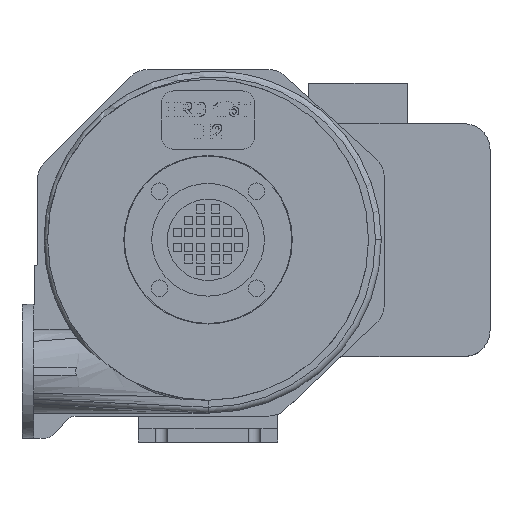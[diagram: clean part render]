
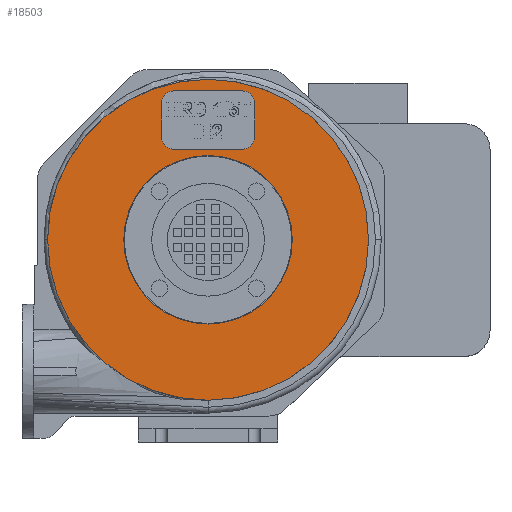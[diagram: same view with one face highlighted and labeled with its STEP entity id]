
A CAD part, top view. The second image highlights one B-rep face of the part: STEP entity #18503.
In plain terms, the highlighted planar face has unit normal (0, 0, 1).
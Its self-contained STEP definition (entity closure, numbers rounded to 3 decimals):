
#4076=CARTESIAN_POINT('',(30.,78.,48.5));
#4077=VERTEX_POINT('',#4076);
#4084=CARTESIAN_POINT('',(40.,88.,48.5));
#4085=VERTEX_POINT('',#4084);
#4086=CARTESIAN_POINT('',(30.,88.,48.5));
#4087=DIRECTION('',(0.,0.,-1.));
#4088=DIRECTION('',(0.707,-0.707,0.));
#4089=AXIS2_PLACEMENT_3D('',#4086,#4087,#4088);
#4090=CIRCLE('',#4089,10.0);
#4091=EDGE_CURVE('',#4085,#4077,#4090,.T.);
#4109=CARTESIAN_POINT('',(-30.,78.,48.5));
#4110=VERTEX_POINT('',#4109);
#4117=CARTESIAN_POINT('',(30.,78.,48.5));
#4118=DIRECTION('',(-1.0,0.0,0.0));
#4119=VECTOR('',#4118,60.0);
#4120=LINE('',#4117,#4119);
#4121=EDGE_CURVE('',#4077,#4110,#4120,.T.);
#4131=CARTESIAN_POINT('',(-40.,88.,48.5));
#4132=VERTEX_POINT('',#4131);
#4133=CARTESIAN_POINT('',(-30.,88.,48.5));
#4134=DIRECTION('',(0.,0.,-1.0));
#4135=DIRECTION('',(-0.707,-0.707,0.));
#4136=AXIS2_PLACEMENT_3D('',#4133,#4134,#4135);
#4137=CIRCLE('',#4136,10.0);
#4138=EDGE_CURVE('',#4110,#4132,#4137,.T.);
#4156=CARTESIAN_POINT('',(30.,128.,48.5));
#4157=VERTEX_POINT('',#4156);
#4158=CARTESIAN_POINT('',(40.,118.,48.5));
#4159=VERTEX_POINT('',#4158);
#4160=CARTESIAN_POINT('',(30.,118.,48.5));
#4161=DIRECTION('',(0.,0.,-1.));
#4162=DIRECTION('',(0.707,0.707,0.));
#4163=AXIS2_PLACEMENT_3D('',#4160,#4161,#4162);
#4164=CIRCLE('',#4163,10.);
#4165=EDGE_CURVE('',#4157,#4159,#4164,.T.);
#4189=CARTESIAN_POINT('',(-30.,128.,48.5));
#4190=VERTEX_POINT('',#4189);
#4191=CARTESIAN_POINT('',(-30.,128.,48.5));
#4192=DIRECTION('',(1.0,0.0,0.0));
#4193=VECTOR('',#4192,60.0);
#4194=LINE('',#4191,#4193);
#4195=EDGE_CURVE('',#4190,#4157,#4194,.T.);
#4212=CARTESIAN_POINT('',(-40.,118.,48.5));
#4213=VERTEX_POINT('',#4212);
#4214=CARTESIAN_POINT('',(-30.,118.,48.5));
#4215=DIRECTION('',(0.,0.,-1.));
#4216=DIRECTION('',(-0.707,0.707,0.));
#4217=AXIS2_PLACEMENT_3D('',#4214,#4215,#4216);
#4218=CIRCLE('',#4217,10.);
#4219=EDGE_CURVE('',#4213,#4190,#4218,.T.);
#4240=CARTESIAN_POINT('',(-40.,88.,48.5));
#4241=DIRECTION('',(0.0,1.0,0.0));
#4242=VECTOR('',#4241,30.0);
#4243=LINE('',#4240,#4242);
#4244=EDGE_CURVE('',#4132,#4213,#4243,.T.);
#4255=CARTESIAN_POINT('',(40.,118.,48.5));
#4256=DIRECTION('',(0.0,-1.0,0.0));
#4257=VECTOR('',#4256,30.);
#4258=LINE('',#4255,#4257);
#4259=EDGE_CURVE('',#4159,#4085,#4258,.T.);
#18466=CARTESIAN_POINT('',(0.0,0.0,48.5));
#18467=DIRECTION('',(0.0,0.0,-1.0));
#18468=DIRECTION('',(-1.0,0.0,0.0));
#18469=AXIS2_PLACEMENT_3D('',#18466,#18467,#18468);
#18470=PLANE('',#18469);
#18471=CARTESIAN_POINT('',(138.0,0.,48.5));
#18472=VERTEX_POINT('',#18471);
#18473=CARTESIAN_POINT('',(0.0,0.0,48.5));
#18474=DIRECTION('',(0.0,0.0,-1.0));
#18475=DIRECTION('',(-1.0,0.0,0.0));
#18476=AXIS2_PLACEMENT_3D('',#18473,#18474,#18475);
#18477=CIRCLE('',#18476,138.0);
#18478=EDGE_CURVE('',#18472,#18472,#18477,.T.);
#18479=ORIENTED_EDGE('',*,*,#18478,.F.);
#18480=EDGE_LOOP('',(#18479));
#18481=FACE_OUTER_BOUND('',#18480,.T.);
#18482=ORIENTED_EDGE('',*,*,#4165,.T.);
#18483=ORIENTED_EDGE('',*,*,#4259,.T.);
#18484=ORIENTED_EDGE('',*,*,#4091,.T.);
#18485=ORIENTED_EDGE('',*,*,#4121,.T.);
#18486=ORIENTED_EDGE('',*,*,#4138,.T.);
#18487=ORIENTED_EDGE('',*,*,#4244,.T.);
#18488=ORIENTED_EDGE('',*,*,#4219,.T.);
#18489=ORIENTED_EDGE('',*,*,#4195,.T.);
#18490=EDGE_LOOP('',(#18482,#18483,#18484,#18485,#18486,#18487,#18488,#18489));
#18491=FACE_BOUND('',#18490,.T.);
#18492=CARTESIAN_POINT('',(72.5,0.,48.5));
#18493=VERTEX_POINT('',#18492);
#18494=CARTESIAN_POINT('',(0.0,0.0,48.5));
#18495=DIRECTION('',(0.0,0.0,-1.0));
#18496=DIRECTION('',(-1.0,0.0,0.0));
#18497=AXIS2_PLACEMENT_3D('',#18494,#18495,#18496);
#18498=CIRCLE('',#18497,72.5);
#18499=EDGE_CURVE('',#18493,#18493,#18498,.T.);
#18500=ORIENTED_EDGE('',*,*,#18499,.T.);
#18501=EDGE_LOOP('',(#18500));
#18502=FACE_BOUND('',#18501,.T.);
#18503=ADVANCED_FACE('',(#18481,#18491,#18502),#18470,.F.);
